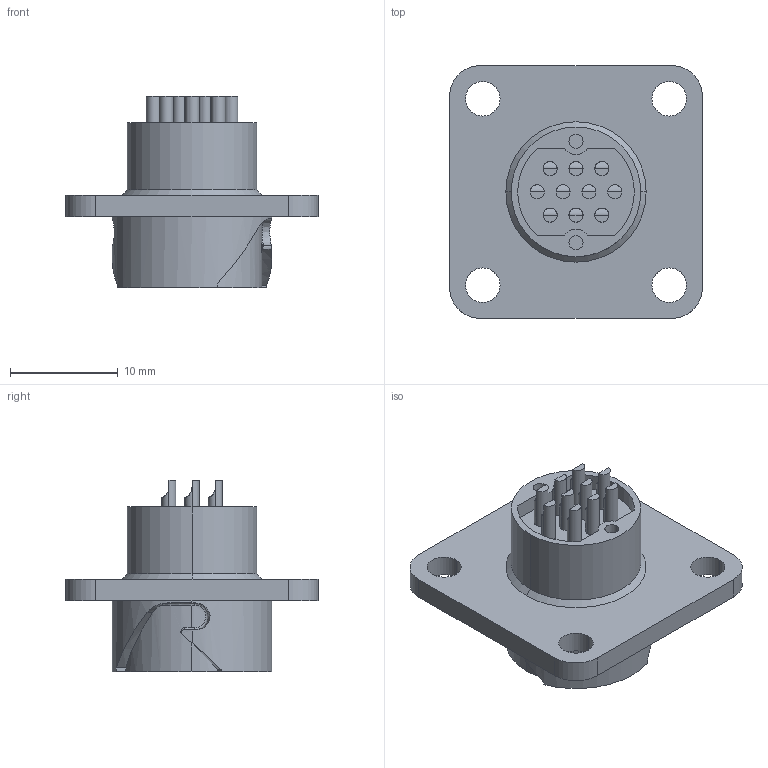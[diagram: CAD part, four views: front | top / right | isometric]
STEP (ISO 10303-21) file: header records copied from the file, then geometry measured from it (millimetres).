
FILE_DESCRIPTION((''),'2;1');
FILE_NAME('60042_CONNECT_MALE_EMBASE','2016-06-23T',('DEBT'),(''),'PRO/ENGINEER BY PARAMETRIC TECHNOLOGY CORPORATION, 2012420','PRO/ENGINEER BY PARAMETRIC TECHNOLOGY CORPORATION, 2012420','');
FILE_SCHEMA(('CONFIG_CONTROL_DESIGN'));
Length unit declared in the file: millimetre
Products named in the file (1): 60042_CONNECT_MALE_EMBASE
Bounding box: 23.4 x 23.4 x 17.7 mm (x, y, z)
Volume: 1912.2 mm3; surface area: 2511.6 mm2
Topology: 1 solids, 1 shells, 190 faces, 484 edges, 285 vertices
Faces by surface type: cylinder 89, plane 53, sphere 20, bspline 18, torus 6, cone 4
Entity records: 7427 total; most frequent: CARTESIAN_POINT 3023, DIRECTION 907, ORIENTED_EDGE 894, EDGE_CURVE 447, AXIS2_PLACEMENT_3D 355, VERTEX_POINT 285, EDGE_LOOP 224, VECTOR 197
